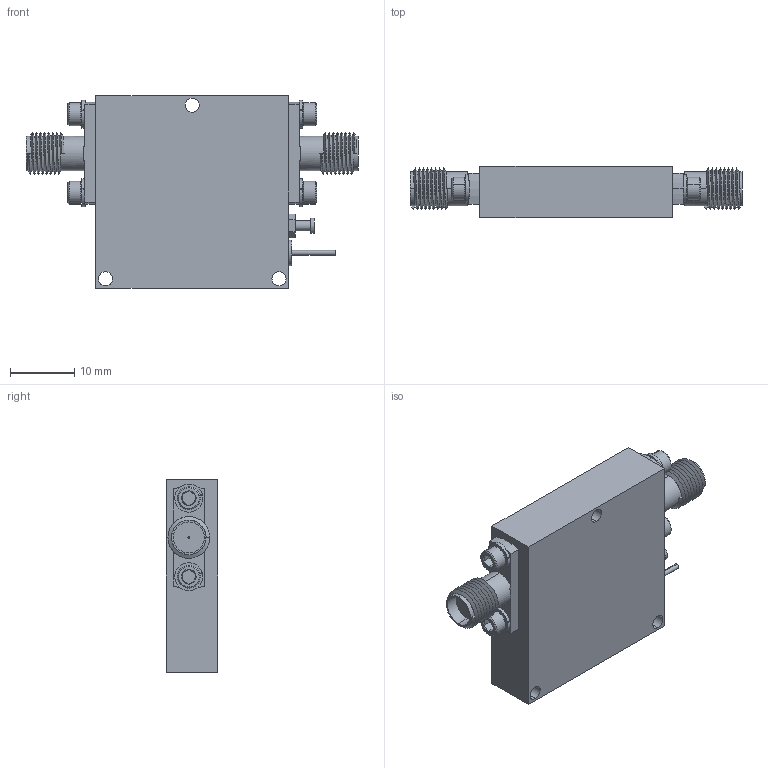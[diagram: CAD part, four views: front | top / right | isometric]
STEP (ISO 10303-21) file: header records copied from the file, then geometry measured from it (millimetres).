
FILE_DESCRIPTION (( 'STEP AP214' ), '1' );
FILE_NAME ('BG-ZC-5 Defeatured.STEP', '2023-01-05T00:10:45', ( '' ), ( '' ), 'SwSTEP 2.0', 'SolidWorks 2021', '' );
FILE_SCHEMA (( 'AUTOMOTIVE_DESIGN' ));
Length unit declared in the file: inch
Products named in the file (1): BG-ZC-5 Defeatured
Bounding box: 51.67 x 8 x 30 mm (x, y, z)
Volume: 7866.4 mm3; surface area: 4492.9 mm2
Topology: 13 solids, 13 shells, 251 faces, 549 edges, 342 vertices
Faces by surface type: plane 103, cylinder 88, cone 50, bspline 10
Entity records: 12235 total; most frequent: CARTESIAN_POINT 3304, DIRECTION 1164, ORIENTED_EDGE 1098, EDGE_CURVE 549, AXIS2_PLACEMENT_3D 451, VERTEX_POINT 342, EDGE_LOOP 289, DIMENSIONAL_EXPONENTS 266
